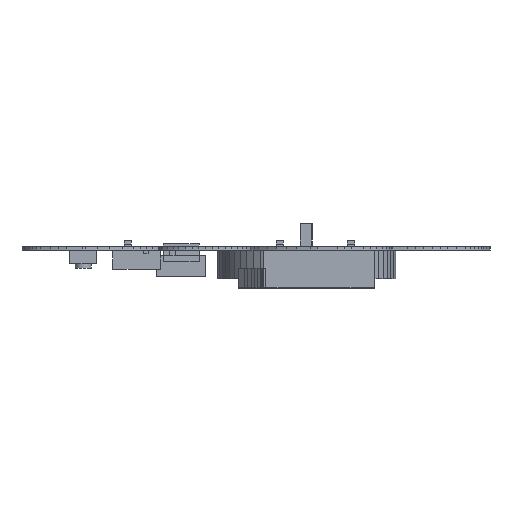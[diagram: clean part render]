
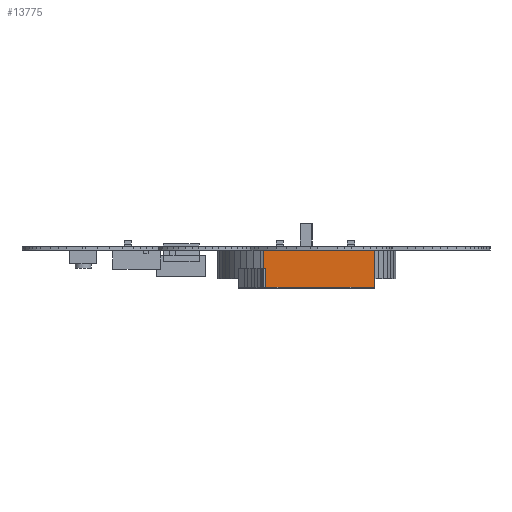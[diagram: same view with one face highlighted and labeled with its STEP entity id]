
A CAD part, front view. The second image highlights one B-rep face of the part: STEP entity #13775.
In plain terms, the highlighted planar face has unit normal (0, -1, 0).
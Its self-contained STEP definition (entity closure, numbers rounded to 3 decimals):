
#13522 = EDGE_CURVE('',#13523,#13525,#13527,.T.);
#13523 = VERTEX_POINT('',#13524);
#13524 = CARTESIAN_POINT('',(-6.225,-0.063,0.));
#13525 = VERTEX_POINT('',#13526);
#13526 = CARTESIAN_POINT('',(-6.225,-0.063,4.27
    ));
#13527 = LINE('',#13528,#13529);
#13528 = CARTESIAN_POINT('',(-6.225,-0.063,0.));
#13529 = VECTOR('',#13530,1.);
#13530 = DIRECTION('',(0.,0.,1.));
#13750 = VERTEX_POINT('',#13751);
#13751 = CARTESIAN_POINT('',(6.224,-0.063,4.27)
  );
#13757 = EDGE_CURVE('',#13758,#13750,#13760,.T.);
#13758 = VERTEX_POINT('',#13759);
#13759 = CARTESIAN_POINT('',(6.224,-0.063,0.));
#13760 = LINE('',#13761,#13762);
#13761 = CARTESIAN_POINT('',(6.224,-0.063,0.));
#13762 = VECTOR('',#13763,1.);
#13763 = DIRECTION('',(0.,0.,1.));
#13775 = ADVANCED_FACE('',(#13776),#13792,.T.);
#13776 = FACE_BOUND('',#13777,.T.);
#13777 = EDGE_LOOP('',(#13778,#13779,#13785,#13786));
#13778 = ORIENTED_EDGE('',*,*,#13757,.T.);
#13779 = ORIENTED_EDGE('',*,*,#13780,.T.);
#13780 = EDGE_CURVE('',#13750,#13525,#13781,.T.);
#13781 = LINE('',#13782,#13783);
#13782 = CARTESIAN_POINT('',(6.224,-0.063,4.27)
  );
#13783 = VECTOR('',#13784,1.);
#13784 = DIRECTION('',(-1.,0.,0.));
#13785 = ORIENTED_EDGE('',*,*,#13522,.F.);
#13786 = ORIENTED_EDGE('',*,*,#13787,.F.);
#13787 = EDGE_CURVE('',#13758,#13523,#13788,.T.);
#13788 = LINE('',#13789,#13790);
#13789 = CARTESIAN_POINT('',(6.224,-0.063,0.));
#13790 = VECTOR('',#13791,1.);
#13791 = DIRECTION('',(-1.,0.,0.));
#13792 = PLANE('',#13793);
#13793 = AXIS2_PLACEMENT_3D('',#13794,#13795,#13796);
#13794 = CARTESIAN_POINT('',(6.224,-0.063,0.));
#13795 = DIRECTION('',(0.,-1.,0.));
#13796 = DIRECTION('',(-1.,0.,0.));
